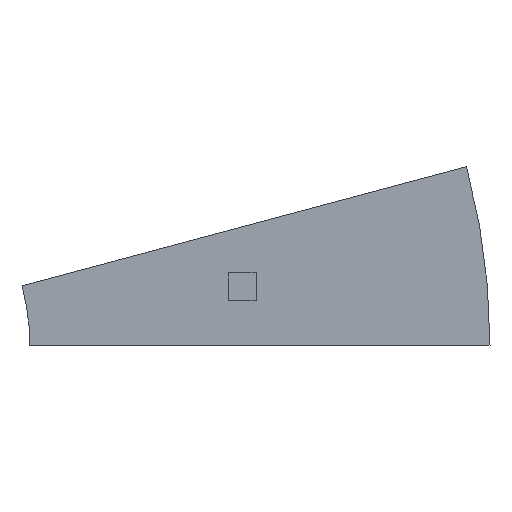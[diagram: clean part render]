
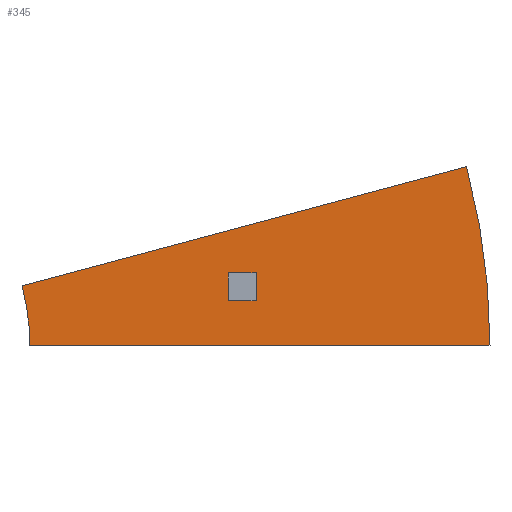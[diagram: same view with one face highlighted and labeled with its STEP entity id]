
A CAD part, top view. The second image highlights one B-rep face of the part: STEP entity #345.
In plain terms, the highlighted planar face has unit normal (0, 0, 1).
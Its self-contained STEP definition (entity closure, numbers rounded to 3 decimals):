
#46 = VERTEX_POINT('',#47);
#47 = CARTESIAN_POINT('',(0.05,0.,0.01));
#54 = PLANE('',#55);
#55 = AXIS2_PLACEMENT_3D('',#56,#57,#58);
#56 = CARTESIAN_POINT('',(0.05,0.,0.));
#57 = DIRECTION('',(0.,1.,0.));
#58 = DIRECTION('',(1.,0.,0.));
#66 = CYLINDRICAL_SURFACE('',#67,0.05);
#67 = AXIS2_PLACEMENT_3D('',#68,#69,#70);
#68 = CARTESIAN_POINT('',(0.,0.,0.));
#69 = DIRECTION('',(0.,-0.,-1.));
#70 = DIRECTION('',(1.,0.,-0.));
#78 = EDGE_CURVE('',#46,#79,#81,.T.);
#79 = VERTEX_POINT('',#80);
#80 = CARTESIAN_POINT('',(0.15,0.,0.01));
#81 = SURFACE_CURVE('',#82,(#86,#93),.PCURVE_S1.);
#82 = LINE('',#83,#84);
#83 = CARTESIAN_POINT('',(0.05,0.,0.01));
#84 = VECTOR('',#85,1.);
#85 = DIRECTION('',(1.,0.,0.));
#86 = PCURVE('',#54,#87);
#87 = DEFINITIONAL_REPRESENTATION('',(#88),#92);
#88 = LINE('',#89,#90);
#89 = CARTESIAN_POINT('',(0.,-0.01));
#90 = VECTOR('',#91,1.);
#91 = DIRECTION('',(1.,0.));
#92 = ( GEOMETRIC_REPRESENTATION_CONTEXT(2) 
PARAMETRIC_REPRESENTATION_CONTEXT() REPRESENTATION_CONTEXT('2D SPACE',''
  ) );
#93 = PCURVE('',#94,#99);
#94 = PLANE('',#95);
#95 = AXIS2_PLACEMENT_3D('',#96,#97,#98);
#96 = CARTESIAN_POINT('',(0.104,0.014,0.01));
#97 = DIRECTION('',(0.,0.,1.));
#98 = DIRECTION('',(1.,0.,-0.));
#99 = DEFINITIONAL_REPRESENTATION('',(#100),#104);
#100 = LINE('',#101,#102);
#101 = CARTESIAN_POINT('',(-0.054,-0.014));
#102 = VECTOR('',#103,1.);
#103 = DIRECTION('',(1.,0.));
#104 = ( GEOMETRIC_REPRESENTATION_CONTEXT(2) 
PARAMETRIC_REPRESENTATION_CONTEXT() REPRESENTATION_CONTEXT('2D SPACE',''
  ) );
#122 = CYLINDRICAL_SURFACE('',#123,0.15);
#123 = AXIS2_PLACEMENT_3D('',#124,#125,#126);
#124 = CARTESIAN_POINT('',(0.,0.,0.));
#125 = DIRECTION('',(-0.,0.,-1.));
#126 = DIRECTION('',(-1.,0.,0.));
#166 = VERTEX_POINT('',#167);
#167 = CARTESIAN_POINT('',(0.048,0.013,0.01)
  );
#181 = PLANE('',#182);
#182 = AXIS2_PLACEMENT_3D('',#183,#184,#185);
#183 = CARTESIAN_POINT('',(0.145,0.039,0.));
#184 = DIRECTION('',(0.259,-0.966,0.));
#185 = DIRECTION('',(-0.966,-0.259,0.));
#193 = EDGE_CURVE('',#166,#46,#194,.T.);
#194 = SURFACE_CURVE('',#195,(#200,#207),.PCURVE_S1.);
#195 = CIRCLE('',#196,0.05);
#196 = AXIS2_PLACEMENT_3D('',#197,#198,#199);
#197 = CARTESIAN_POINT('',(0.,0.,0.01));
#198 = DIRECTION('',(0.,-0.,-1.));
#199 = DIRECTION('',(1.,0.,-0.));
#200 = PCURVE('',#66,#201);
#201 = DEFINITIONAL_REPRESENTATION('',(#202),#206);
#202 = LINE('',#203,#204);
#203 = CARTESIAN_POINT('',(0.,-0.01));
#204 = VECTOR('',#205,1.);
#205 = DIRECTION('',(1.,0.));
#206 = ( GEOMETRIC_REPRESENTATION_CONTEXT(2) 
PARAMETRIC_REPRESENTATION_CONTEXT() REPRESENTATION_CONTEXT('2D SPACE',''
  ) );
#207 = PCURVE('',#94,#208);
#208 = DEFINITIONAL_REPRESENTATION('',(#209),#217);
#209 = ( BOUNDED_CURVE() B_SPLINE_CURVE(2,(#210,#211,#212,#213,#214,#215
,#216),.UNSPECIFIED.,.T.,.F.) B_SPLINE_CURVE_WITH_KNOTS((1,2,2,2,2,1),(
    -2.094,0.,2.094,4.189,6.283,
8.378),.UNSPECIFIED.) CURVE() GEOMETRIC_REPRESENTATION_ITEM() 
RATIONAL_B_SPLINE_CURVE((1.,0.5,1.,0.5,1.,0.5,1.)) REPRESENTATION_ITEM(
  '') );
#210 = CARTESIAN_POINT('',(-0.054,-0.014));
#211 = CARTESIAN_POINT('',(-0.054,-0.1));
#212 = CARTESIAN_POINT('',(-0.129,-0.057));
#213 = CARTESIAN_POINT('',(-0.204,-0.014));
#214 = CARTESIAN_POINT('',(-0.129,0.03));
#215 = CARTESIAN_POINT('',(-0.054,0.073));
#216 = CARTESIAN_POINT('',(-0.054,-0.014));
#217 = ( GEOMETRIC_REPRESENTATION_CONTEXT(2) 
PARAMETRIC_REPRESENTATION_CONTEXT() REPRESENTATION_CONTEXT('2D SPACE',''
  ) );
#250 = EDGE_CURVE('',#79,#251,#253,.T.);
#251 = VERTEX_POINT('',#252);
#252 = CARTESIAN_POINT('',(0.145,0.039,0.01));
#253 = SURFACE_CURVE('',#254,(#259,#266),.PCURVE_S1.);
#254 = CIRCLE('',#255,0.15);
#255 = AXIS2_PLACEMENT_3D('',#256,#257,#258);
#256 = CARTESIAN_POINT('',(0.,0.,0.01));
#257 = DIRECTION('',(0.,-0.,1.));
#258 = DIRECTION('',(-1.,0.,0.));
#259 = PCURVE('',#122,#260);
#260 = DEFINITIONAL_REPRESENTATION('',(#261),#265);
#261 = LINE('',#262,#263);
#262 = CARTESIAN_POINT('',(-0.,-0.01));
#263 = VECTOR('',#264,1.);
#264 = DIRECTION('',(-1.,0.));
#265 = ( GEOMETRIC_REPRESENTATION_CONTEXT(2) 
PARAMETRIC_REPRESENTATION_CONTEXT() REPRESENTATION_CONTEXT('2D SPACE',''
  ) );
#266 = PCURVE('',#94,#267);
#267 = DEFINITIONAL_REPRESENTATION('',(#268),#272);
#268 = CIRCLE('',#269,0.15);
#269 = AXIS2_PLACEMENT_2D('',#270,#271);
#270 = CARTESIAN_POINT('',(-0.104,-0.014));
#271 = DIRECTION('',(-1.,0.));
#272 = ( GEOMETRIC_REPRESENTATION_CONTEXT(2) 
PARAMETRIC_REPRESENTATION_CONTEXT() REPRESENTATION_CONTEXT('2D SPACE',''
  ) );
#345 = ADVANCED_FACE('',(#346,#372),#94,.T.);
#346 = FACE_BOUND('',#347,.T.);
#347 = EDGE_LOOP('',(#348,#349,#350,#371));
#348 = ORIENTED_EDGE('',*,*,#78,.T.);
#349 = ORIENTED_EDGE('',*,*,#250,.T.);
#350 = ORIENTED_EDGE('',*,*,#351,.T.);
#351 = EDGE_CURVE('',#251,#166,#352,.T.);
#352 = SURFACE_CURVE('',#353,(#357,#364),.PCURVE_S1.);
#353 = LINE('',#354,#355);
#354 = CARTESIAN_POINT('',(0.145,0.039,0.01));
#355 = VECTOR('',#356,1.);
#356 = DIRECTION('',(-0.966,-0.259,0.));
#357 = PCURVE('',#94,#358);
#358 = DEFINITIONAL_REPRESENTATION('',(#359),#363);
#359 = LINE('',#360,#361);
#360 = CARTESIAN_POINT('',(0.041,0.025));
#361 = VECTOR('',#362,1.);
#362 = DIRECTION('',(-0.966,-0.259));
#363 = ( GEOMETRIC_REPRESENTATION_CONTEXT(2) 
PARAMETRIC_REPRESENTATION_CONTEXT() REPRESENTATION_CONTEXT('2D SPACE',''
  ) );
#364 = PCURVE('',#181,#365);
#365 = DEFINITIONAL_REPRESENTATION('',(#366),#370);
#366 = LINE('',#367,#368);
#367 = CARTESIAN_POINT('',(0.,-0.01));
#368 = VECTOR('',#369,1.);
#369 = DIRECTION('',(1.,0.));
#370 = ( GEOMETRIC_REPRESENTATION_CONTEXT(2) 
PARAMETRIC_REPRESENTATION_CONTEXT() REPRESENTATION_CONTEXT('2D SPACE',''
  ) );
#371 = ORIENTED_EDGE('',*,*,#193,.T.);
#372 = FACE_BOUND('',#373,.T.);
#373 = EDGE_LOOP('',(#374,#404,#432,#460));
#374 = ORIENTED_EDGE('',*,*,#375,.T.);
#375 = EDGE_CURVE('',#376,#378,#380,.T.);
#376 = VERTEX_POINT('',#377);
#377 = CARTESIAN_POINT('',(0.093,0.01,0.01)
  );
#378 = VERTEX_POINT('',#379);
#379 = CARTESIAN_POINT('',(0.093,0.016,0.01)
  );
#380 = SURFACE_CURVE('',#381,(#385,#392),.PCURVE_S1.);
#381 = LINE('',#382,#383);
#382 = CARTESIAN_POINT('',(0.093,0.01,0.01)
  );
#383 = VECTOR('',#384,1.);
#384 = DIRECTION('',(-0.,1.,0.));
#385 = PCURVE('',#94,#386);
#386 = DEFINITIONAL_REPRESENTATION('',(#387),#391);
#387 = LINE('',#388,#389);
#388 = CARTESIAN_POINT('',(-0.01,-0.004));
#389 = VECTOR('',#390,1.);
#390 = DIRECTION('',(0.,1.));
#391 = ( GEOMETRIC_REPRESENTATION_CONTEXT(2) 
PARAMETRIC_REPRESENTATION_CONTEXT() REPRESENTATION_CONTEXT('2D SPACE',''
  ) );
#392 = PCURVE('',#393,#398);
#393 = PLANE('',#394);
#394 = AXIS2_PLACEMENT_3D('',#395,#396,#397);
#395 = CARTESIAN_POINT('',(0.093,0.01,0.01)
  );
#396 = DIRECTION('',(1.,0.,-0.));
#397 = DIRECTION('',(0.,0.,1.));
#398 = DEFINITIONAL_REPRESENTATION('',(#399),#403);
#399 = LINE('',#400,#401);
#400 = CARTESIAN_POINT('',(0.,0.));
#401 = VECTOR('',#402,1.);
#402 = DIRECTION('',(0.,-1.));
#403 = ( GEOMETRIC_REPRESENTATION_CONTEXT(2) 
PARAMETRIC_REPRESENTATION_CONTEXT() REPRESENTATION_CONTEXT('2D SPACE',''
  ) );
#404 = ORIENTED_EDGE('',*,*,#405,.T.);
#405 = EDGE_CURVE('',#378,#406,#408,.T.);
#406 = VERTEX_POINT('',#407);
#407 = CARTESIAN_POINT('',(0.099,0.016,0.01)
  );
#408 = SURFACE_CURVE('',#409,(#413,#420),.PCURVE_S1.);
#409 = LINE('',#410,#411);
#410 = CARTESIAN_POINT('',(0.093,0.016,0.01)
  );
#411 = VECTOR('',#412,1.);
#412 = DIRECTION('',(1.,0.,-0.));
#413 = PCURVE('',#94,#414);
#414 = DEFINITIONAL_REPRESENTATION('',(#415),#419);
#415 = LINE('',#416,#417);
#416 = CARTESIAN_POINT('',(-0.01,0.002));
#417 = VECTOR('',#418,1.);
#418 = DIRECTION('',(1.,0.));
#419 = ( GEOMETRIC_REPRESENTATION_CONTEXT(2) 
PARAMETRIC_REPRESENTATION_CONTEXT() REPRESENTATION_CONTEXT('2D SPACE',''
  ) );
#420 = PCURVE('',#421,#426);
#421 = PLANE('',#422);
#422 = AXIS2_PLACEMENT_3D('',#423,#424,#425);
#423 = CARTESIAN_POINT('',(0.093,0.016,0.01)
  );
#424 = DIRECTION('',(-0.,1.,0.));
#425 = DIRECTION('',(0.,0.,1.));
#426 = DEFINITIONAL_REPRESENTATION('',(#427),#431);
#427 = LINE('',#428,#429);
#428 = CARTESIAN_POINT('',(0.,0.));
#429 = VECTOR('',#430,1.);
#430 = DIRECTION('',(0.,1.));
#431 = ( GEOMETRIC_REPRESENTATION_CONTEXT(2) 
PARAMETRIC_REPRESENTATION_CONTEXT() REPRESENTATION_CONTEXT('2D SPACE',''
  ) );
#432 = ORIENTED_EDGE('',*,*,#433,.F.);
#433 = EDGE_CURVE('',#434,#406,#436,.T.);
#434 = VERTEX_POINT('',#435);
#435 = CARTESIAN_POINT('',(0.099,0.01,0.01)
  );
#436 = SURFACE_CURVE('',#437,(#441,#448),.PCURVE_S1.);
#437 = LINE('',#438,#439);
#438 = CARTESIAN_POINT('',(0.099,0.01,0.01)
  );
#439 = VECTOR('',#440,1.);
#440 = DIRECTION('',(-0.,1.,0.));
#441 = PCURVE('',#94,#442);
#442 = DEFINITIONAL_REPRESENTATION('',(#443),#447);
#443 = LINE('',#444,#445);
#444 = CARTESIAN_POINT('',(-0.004,-0.004));
#445 = VECTOR('',#446,1.);
#446 = DIRECTION('',(0.,1.));
#447 = ( GEOMETRIC_REPRESENTATION_CONTEXT(2) 
PARAMETRIC_REPRESENTATION_CONTEXT() REPRESENTATION_CONTEXT('2D SPACE',''
  ) );
#448 = PCURVE('',#449,#454);
#449 = PLANE('',#450);
#450 = AXIS2_PLACEMENT_3D('',#451,#452,#453);
#451 = CARTESIAN_POINT('',(0.099,0.01,0.01)
  );
#452 = DIRECTION('',(1.,0.,-0.));
#453 = DIRECTION('',(0.,0.,1.));
#454 = DEFINITIONAL_REPRESENTATION('',(#455),#459);
#455 = LINE('',#456,#457);
#456 = CARTESIAN_POINT('',(0.,0.));
#457 = VECTOR('',#458,1.);
#458 = DIRECTION('',(0.,-1.));
#459 = ( GEOMETRIC_REPRESENTATION_CONTEXT(2) 
PARAMETRIC_REPRESENTATION_CONTEXT() REPRESENTATION_CONTEXT('2D SPACE',''
  ) );
#460 = ORIENTED_EDGE('',*,*,#461,.F.);
#461 = EDGE_CURVE('',#376,#434,#462,.T.);
#462 = SURFACE_CURVE('',#463,(#467,#474),.PCURVE_S1.);
#463 = LINE('',#464,#465);
#464 = CARTESIAN_POINT('',(0.093,0.01,0.01)
  );
#465 = VECTOR('',#466,1.);
#466 = DIRECTION('',(1.,0.,-0.));
#467 = PCURVE('',#94,#468);
#468 = DEFINITIONAL_REPRESENTATION('',(#469),#473);
#469 = LINE('',#470,#471);
#470 = CARTESIAN_POINT('',(-0.01,-0.004));
#471 = VECTOR('',#472,1.);
#472 = DIRECTION('',(1.,0.));
#473 = ( GEOMETRIC_REPRESENTATION_CONTEXT(2) 
PARAMETRIC_REPRESENTATION_CONTEXT() REPRESENTATION_CONTEXT('2D SPACE',''
  ) );
#474 = PCURVE('',#475,#480);
#475 = PLANE('',#476);
#476 = AXIS2_PLACEMENT_3D('',#477,#478,#479);
#477 = CARTESIAN_POINT('',(0.093,0.01,0.01)
  );
#478 = DIRECTION('',(-0.,1.,0.));
#479 = DIRECTION('',(0.,0.,1.));
#480 = DEFINITIONAL_REPRESENTATION('',(#481),#485);
#481 = LINE('',#482,#483);
#482 = CARTESIAN_POINT('',(0.,0.));
#483 = VECTOR('',#484,1.);
#484 = DIRECTION('',(0.,1.));
#485 = ( GEOMETRIC_REPRESENTATION_CONTEXT(2) 
PARAMETRIC_REPRESENTATION_CONTEXT() REPRESENTATION_CONTEXT('2D SPACE',''
  ) );
